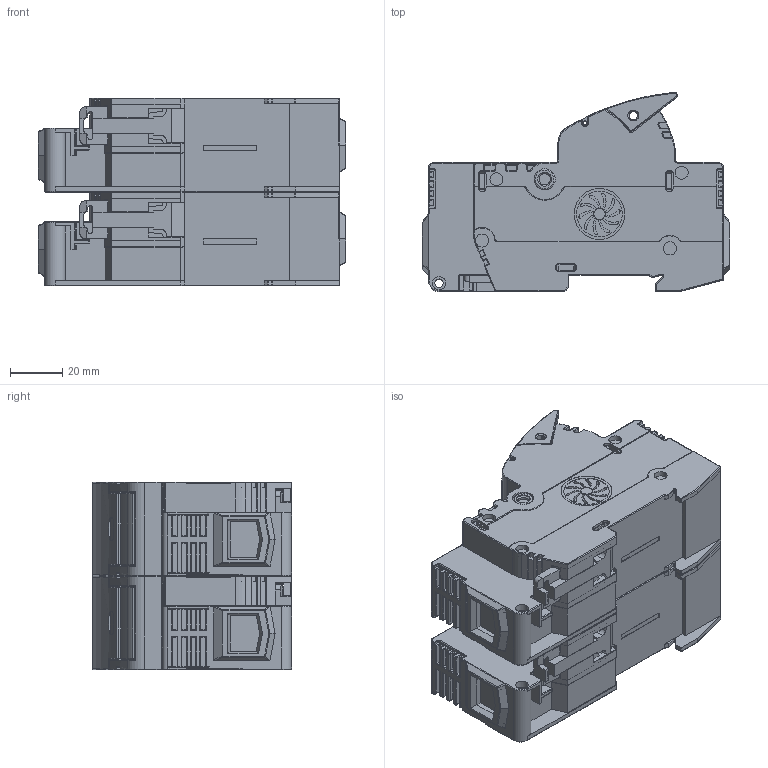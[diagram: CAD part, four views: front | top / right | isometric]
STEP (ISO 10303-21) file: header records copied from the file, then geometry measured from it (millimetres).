
FILE_DESCRIPTION (( 'STEP AP214' ), '1' );
FILE_NAME ('3d_2P_PR125.STEP', '2025-01-22T06:49:36', ( '' ), ( '' ), 'SwSTEP 2.0', 'SolidWorks 2022', '' );
FILE_SCHEMA (( 'AUTOMOTIVE_DESIGN' ));
Length unit declared in the file: millimetre
Products named in the file (1): 3d_2P_PR125
Bounding box: 118 x 76.37 x 72 mm (x, y, z)
Volume: 405076.9 mm3; surface area: 69477.3 mm2
Topology: 2 solids, 24 shells, 3314 faces, 8492 edges, 5028 vertices
Faces by surface type: cylinder 1398, plane 1234, sphere 346, torus 236, bspline 76, cone 24
Entity records: 104999 total; most frequent: CARTESIAN_POINT 25225, DIRECTION 17412, ORIENTED_EDGE 16452, EDGE_CURVE 8226, AXIS2_PLACEMENT_3D 6461, VERTEX_POINT 5028, LINE 4490, VECTOR 4490
